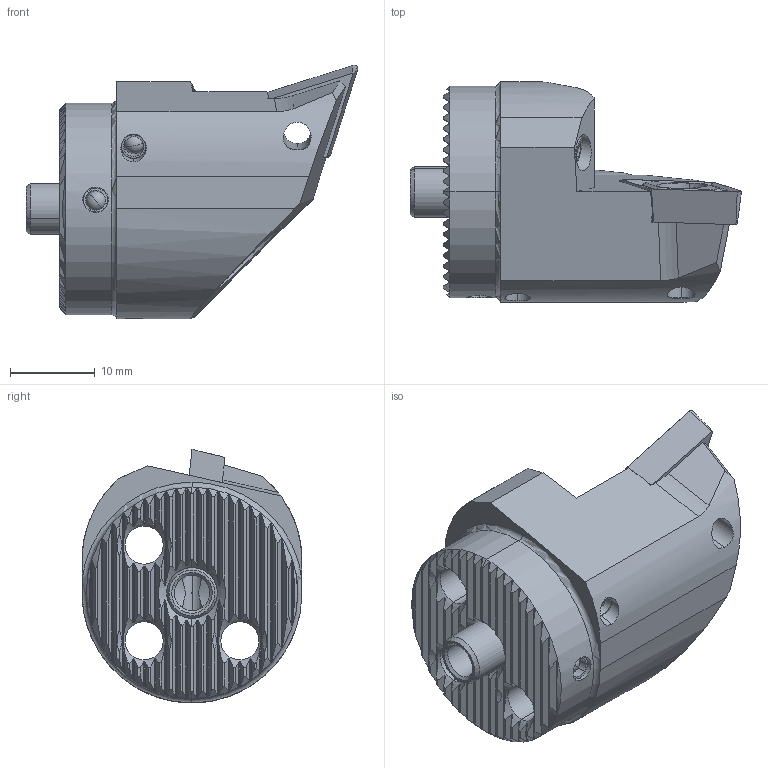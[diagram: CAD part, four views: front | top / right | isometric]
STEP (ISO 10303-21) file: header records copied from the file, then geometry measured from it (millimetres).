
FILE_DESCRIPTION (( 'STEP AP214' ), '1' );
FILE_NAME ('WK3.BDB.LQA.035.STEP', '2023-08-09T13:36:16', ( '' ), ( '' ), 'SwSTEP 2.0', 'SolidWorks 2017', '' );
FILE_SCHEMA (( 'AUTOMOTIVE_DESIGN' ));
Length unit declared in the file: millimetre
Products named in the file (6): KVT_MB_600_030; WK3-ER1.001.006_A_Fertigbearbeitung; WK3.BDB.LQA.035; WK3-BDB.LQA.035_A; WKX-ER1.004.005_A_PreviewCfg; DCMT11T304
Assembly tree (8 placements, depth 2):
  WK3.BDB.LQA.035
    WK3-BDB.LQA.035_A
    WKX-ER1.004.005_A_PreviewCfg  x2
    WK3-ER1.001.006_A_Fertigbearbeitung
    KVT_MB_600_030  x3
    DCMT11T304
Bounding box: 39.2 x 26 x 30 mm (x, y, z)
Volume: 9306.1 mm3; surface area: 6213 mm2
Topology: 11 solids, 11 shells, 500 faces, 1321 edges, 821 vertices
Faces by surface type: plane 179, cylinder 159, cone 133, bspline 16, torus 7, sphere 6
Entity records: 15295 total; most frequent: CARTESIAN_POINT 5139, ORIENTED_EDGE 2264, DIRECTION 1776, EDGE_CURVE 1132, VERTEX_POINT 722, AXIS2_PLACEMENT_3D 668, EDGE_LOOP 440, VECTOR 440
